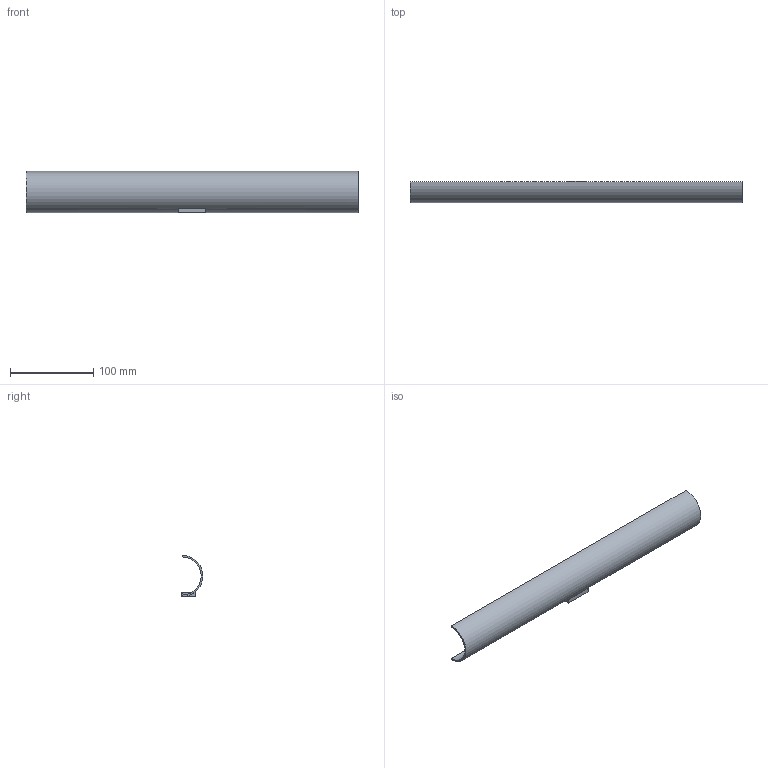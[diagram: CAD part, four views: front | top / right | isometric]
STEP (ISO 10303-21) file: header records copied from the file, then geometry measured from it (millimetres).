
FILE_DESCRIPTION(/* description */ (''),/* implementation_level */ '2;1');
FILE_NAME(/* name */ 'BEAM v3.step',/* time_stamp */ '2025-07-20T12:00:02+05:30',/* author */ (''),/* organization */ (''),/* preprocessor_version */ 'ST-DEVELOPER v20.1',/* originating_system */ 'Autodesk Translation Framework v14.10.0.0',/* authorisation */ '');
FILE_SCHEMA (('AUTOMOTIVE_DESIGN { 1 0 10303 214 3 1 1 }'));
Length unit declared in the file: centimetre
Products named in the file (1): BEAM
Bounding box: 400 x 26 x 50 mm (x, y, z)
Volume: 61943.5 mm3; surface area: 63016 mm2
Topology: 1 solids, 1 shells, 26 faces, 70 edges, 46 vertices
Faces by surface type: plane 21, cylinder 5
Full cylindrical faces by diameter (mm): 4 x2, 5 x1
Entity records: 859 total; most frequent: CARTESIAN_POINT 143, ORIENTED_EDGE 140, DIRECTION 140, EDGE_CURVE 70, LINE 54, VECTOR 54, VERTEX_POINT 46, AXIS2_PLACEMENT_3D 43
